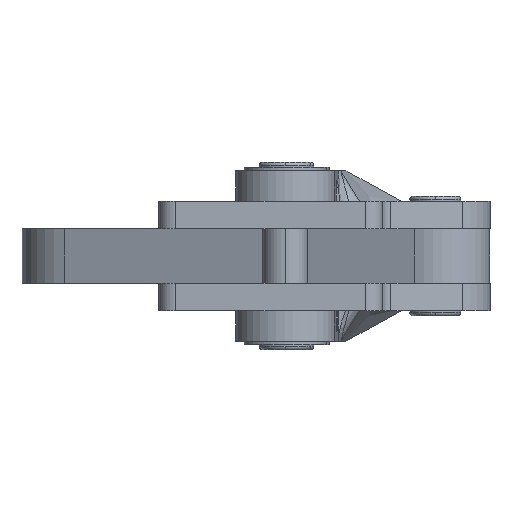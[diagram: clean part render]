
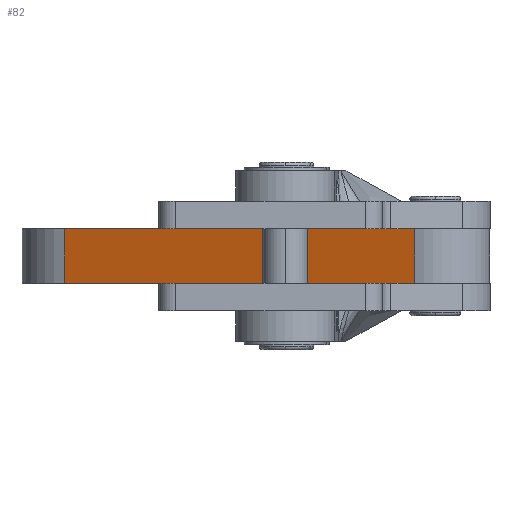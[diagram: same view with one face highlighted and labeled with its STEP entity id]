
A CAD part, front view. The second image highlights one B-rep face of the part: STEP entity #82.
In plain terms, the highlighted planar face has unit normal (-0.375, -0.927, 0).
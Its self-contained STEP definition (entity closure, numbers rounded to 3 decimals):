
#82 = ADVANCED_FACE ( 'NONE', ( #25915 ), #3140, .F. ) ;
#3136 = DIRECTION ( 'NONE',  ( -0.927, 0.375, 0. ) ) ;
#3137 = DIRECTION ( 'NONE',  ( 0.375, 0.927, 0. ) ) ;
#3140 = PLANE ( 'NONE',  #16806 ) ;
#3145 = CARTESIAN_POINT ( 'NONE',  ( 12.508, -5.054, 8. ) ) ;
#6395 = CARTESIAN_POINT ( 'NONE',  ( 12.508, -5.054, -8. ) ) ;
#6412 = CARTESIAN_POINT ( 'NONE',  ( 12.508, -5.054, 8. ) ) ;
#6429 = CARTESIAN_POINT ( 'NONE',  ( 115.006, -46.466, -8. ) ) ;
#6432 = CARTESIAN_POINT ( 'NONE',  ( 115.006, -46.466, 8. ) ) ;
#6598 = LINE ( 'NONE', #24579, #6600 ) ;
#6600 = VECTOR ( 'NONE', #24574, 1000. ) ;
#6620 = LINE ( 'NONE', #24620, #6624 ) ;
#6624 = VECTOR ( 'NONE', #24619, 1000. ) ;
#6637 = LINE ( 'NONE', #24650, #6640 ) ;
#6639 = LINE ( 'NONE', #24652, #6642 ) ;
#6640 = VECTOR ( 'NONE', #24651, 1000. ) ;
#6642 = VECTOR ( 'NONE', #24653, 1000. ) ;
#9379 = ORIENTED_EDGE ( 'NONE', *, *, #18580, .T. ) ;
#9726 = ORIENTED_EDGE ( 'NONE', *, *, #18553, .F. ) ;
#9892 = ORIENTED_EDGE ( 'NONE', *, *, #18581, .F. ) ;
#10461 = ORIENTED_EDGE ( 'NONE', *, *, #18569, .T. ) ;
#16806 = AXIS2_PLACEMENT_3D ( 'NONE', #3145, #3137, #3136 ) ;
#18553 = EDGE_CURVE ( 'NONE', #24262, #24282, #6598, .T. ) ;
#18569 = EDGE_CURVE ( 'NONE', #24245, #24279, #6620, .T. ) ;
#18580 = EDGE_CURVE ( 'NONE', #24262, #24245, #6637, .T. ) ;
#18581 = EDGE_CURVE ( 'NONE', #24282, #24279, #6639, .T. ) ;
#23995 = EDGE_LOOP ( 'NONE', ( #10461, #9892, #9726, #9379 ) ) ;
#24245 = VERTEX_POINT ( 'NONE', #6395 ) ;
#24262 = VERTEX_POINT ( 'NONE', #6412 ) ;
#24279 = VERTEX_POINT ( 'NONE', #6429 ) ;
#24282 = VERTEX_POINT ( 'NONE', #6432 ) ;
#24574 = DIRECTION ( 'NONE',  ( 0.927, -0.375, 0. ) ) ;
#24579 = CARTESIAN_POINT ( 'NONE',  ( 12.508, -5.054, 8. ) ) ;
#24619 = DIRECTION ( 'NONE',  ( 0.927, -0.375, 0. ) ) ;
#24620 = CARTESIAN_POINT ( 'NONE',  ( 12.508, -5.054, -8. ) ) ;
#24650 = CARTESIAN_POINT ( 'NONE',  ( 12.508, -5.054, 8. ) ) ;
#24651 = DIRECTION ( 'NONE',  ( 0., 0., -1. ) ) ;
#24652 = CARTESIAN_POINT ( 'NONE',  ( 115.006, -46.466, 8. ) ) ;
#24653 = DIRECTION ( 'NONE',  ( 0., 0., -1. ) ) ;
#25915 = FACE_OUTER_BOUND ( 'NONE', #23995, .T. ) ;
